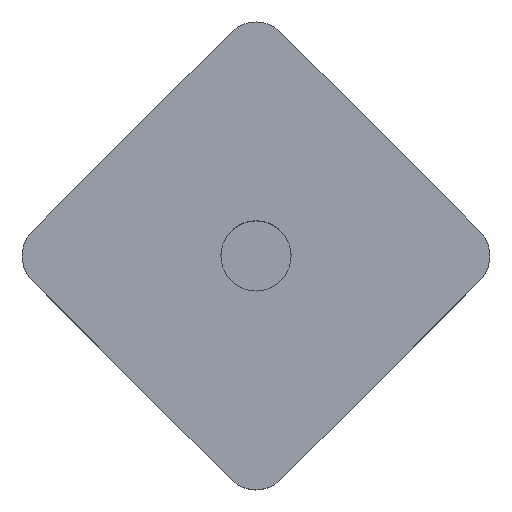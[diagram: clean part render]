
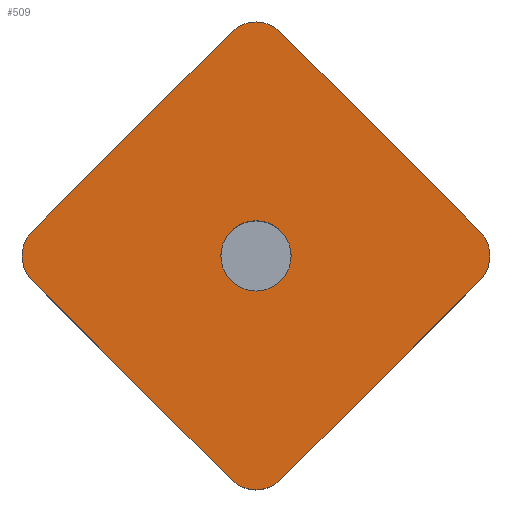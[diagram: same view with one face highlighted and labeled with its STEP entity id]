
A CAD part, top view. The second image highlights one B-rep face of the part: STEP entity #509.
In plain terms, the highlighted planar face has unit normal (0, 0, 1).
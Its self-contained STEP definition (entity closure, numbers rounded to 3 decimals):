
#17=FACE_BOUND('',#590,.T.);
#105=CIRCLE('',#1244,3.);
#509=ADVANCED_FACE('',(#546,#17),#1161,.T.);
#546=FACE_OUTER_BOUND('',#589,.T.);
#589=EDGE_LOOP('',(#716,#717,#718,#719,#720,#721,#722,#723));
#590=EDGE_LOOP('',(#724));
#716=ORIENTED_EDGE('',*,*,#873,.F.);
#717=ORIENTED_EDGE('',*,*,#872,.F.);
#718=ORIENTED_EDGE('',*,*,#871,.F.);
#719=ORIENTED_EDGE('',*,*,#870,.F.);
#720=ORIENTED_EDGE('',*,*,#869,.F.);
#721=ORIENTED_EDGE('',*,*,#868,.F.);
#722=ORIENTED_EDGE('',*,*,#867,.F.);
#723=ORIENTED_EDGE('',*,*,#866,.F.);
#724=ORIENTED_EDGE('',*,*,#874,.T.);
#866=EDGE_CURVE('',#1110,#1111,#969,.T.);
#867=EDGE_CURVE('',#1111,#1112,#970,.T.);
#868=EDGE_CURVE('',#1112,#1113,#971,.T.);
#869=EDGE_CURVE('',#1113,#1114,#972,.T.);
#870=EDGE_CURVE('',#1114,#1115,#973,.T.);
#871=EDGE_CURVE('',#1115,#1116,#974,.T.);
#872=EDGE_CURVE('',#1116,#1117,#975,.T.);
#873=EDGE_CURVE('',#1117,#1110,#976,.T.);
#874=EDGE_CURVE('',#1118,#1118,#105,.T.);
#969=B_SPLINE_CURVE_WITH_KNOTS('',3,(#2366,#2367,#2368,#2369),
 .UNSPECIFIED.,.F.,.F.,(4,4),(-8.,-7.),.UNSPECIFIED.);
#970=B_SPLINE_CURVE_WITH_KNOTS('',3,(#2370,#2371,#2372,#2373),
 .UNSPECIFIED.,.F.,.F.,(4,4),(-7.,-6.),.UNSPECIFIED.);
#971=B_SPLINE_CURVE_WITH_KNOTS('',3,(#2374,#2375,#2376,#2377),
 .UNSPECIFIED.,.F.,.F.,(4,4),(-6.,-5.),.UNSPECIFIED.);
#972=B_SPLINE_CURVE_WITH_KNOTS('',3,(#2378,#2379,#2380,#2381),
 .UNSPECIFIED.,.F.,.F.,(4,4),(-5.,-4.),.UNSPECIFIED.);
#973=B_SPLINE_CURVE_WITH_KNOTS('',3,(#2382,#2383,#2384,#2385),
 .UNSPECIFIED.,.F.,.F.,(4,4),(-4.,-3.),.UNSPECIFIED.);
#974=B_SPLINE_CURVE_WITH_KNOTS('',3,(#2386,#2387,#2388,#2389),
 .UNSPECIFIED.,.F.,.F.,(4,4),(-3.,-2.),.UNSPECIFIED.);
#975=B_SPLINE_CURVE_WITH_KNOTS('',3,(#2390,#2391,#2392,#2393),
 .UNSPECIFIED.,.F.,.F.,(4,4),(-2.,-1.),.UNSPECIFIED.);
#976=B_SPLINE_CURVE_WITH_KNOTS('',3,(#2394,#2395,#2396,#2397),
 .UNSPECIFIED.,.F.,.F.,(4,4),(-1.,0.),.UNSPECIFIED.);
#1110=VERTEX_POINT('',#2357);
#1111=VERTEX_POINT('',#2358);
#1112=VERTEX_POINT('',#2359);
#1113=VERTEX_POINT('',#2360);
#1114=VERTEX_POINT('',#2361);
#1115=VERTEX_POINT('',#2362);
#1116=VERTEX_POINT('',#2363);
#1117=VERTEX_POINT('',#2364);
#1118=VERTEX_POINT('',#2365);
#1161=PLANE('',#1243);
#1243=AXIS2_PLACEMENT_3D('',#2356,#1344,$);
#1244=AXIS2_PLACEMENT_3D($,#2398,#1345,#1346);
#1344=DIRECTION('',(0.,0.,1.));
#1345=DIRECTION('',(0.,0.,-1.));
#1346=DIRECTION('',(1.,0.,0.));
#2356=CARTESIAN_POINT('',(13.483,40.,18.779));
#2357=CARTESIAN_POINT('',(37.879,59.092,18.779));
#2358=CARTESIAN_POINT('',(42.121,59.092,18.779));
#2359=CARTESIAN_POINT('',(59.092,42.121,18.779));
#2360=CARTESIAN_POINT('',(59.092,37.879,18.779));
#2361=CARTESIAN_POINT('',(42.121,20.908,18.779));
#2362=CARTESIAN_POINT('',(37.879,20.908,18.779));
#2363=CARTESIAN_POINT('',(20.908,37.879,18.779));
#2364=CARTESIAN_POINT('',(20.908,42.121,18.779));
#2365=CARTESIAN_POINT('',(43.,40.,18.779));
#2366=CARTESIAN_POINT('',(37.879,59.092,18.779));
#2367=CARTESIAN_POINT('',(39.05,60.263,18.779));
#2368=CARTESIAN_POINT('',(40.95,60.263,18.779));
#2369=CARTESIAN_POINT('',(42.121,59.092,18.779));
#2370=CARTESIAN_POINT('',(42.121,59.092,18.779));
#2371=CARTESIAN_POINT('',(42.121,59.092,18.779));
#2372=CARTESIAN_POINT('',(59.092,42.121,18.779));
#2373=CARTESIAN_POINT('',(59.092,42.121,18.779));
#2374=CARTESIAN_POINT('',(59.092,42.121,18.779));
#2375=CARTESIAN_POINT('',(60.263,40.95,18.779));
#2376=CARTESIAN_POINT('',(60.263,39.05,18.779));
#2377=CARTESIAN_POINT('',(59.092,37.879,18.779));
#2378=CARTESIAN_POINT('',(59.092,37.879,18.779));
#2379=CARTESIAN_POINT('',(59.092,37.879,18.779));
#2380=CARTESIAN_POINT('',(42.121,20.908,18.779));
#2381=CARTESIAN_POINT('',(42.121,20.908,18.779));
#2382=CARTESIAN_POINT('',(42.121,20.908,18.779));
#2383=CARTESIAN_POINT('',(40.95,19.737,18.779));
#2384=CARTESIAN_POINT('',(39.05,19.737,18.779));
#2385=CARTESIAN_POINT('',(37.879,20.908,18.779));
#2386=CARTESIAN_POINT('',(37.879,20.908,18.779));
#2387=CARTESIAN_POINT('',(37.879,20.908,18.779));
#2388=CARTESIAN_POINT('',(20.908,37.879,18.779));
#2389=CARTESIAN_POINT('',(20.908,37.879,18.779));
#2390=CARTESIAN_POINT('',(20.908,37.879,18.779));
#2391=CARTESIAN_POINT('',(19.737,39.05,18.779));
#2392=CARTESIAN_POINT('',(19.737,40.95,18.779));
#2393=CARTESIAN_POINT('',(20.908,42.121,18.779));
#2394=CARTESIAN_POINT('',(20.908,42.121,18.779));
#2395=CARTESIAN_POINT('',(20.908,42.121,18.779));
#2396=CARTESIAN_POINT('',(37.879,59.092,18.779));
#2397=CARTESIAN_POINT('',(37.879,59.092,18.779));
#2398=CARTESIAN_POINT('',(40.,40.,18.779));
